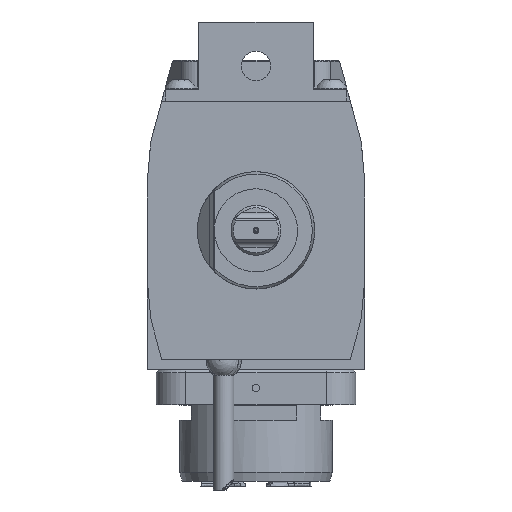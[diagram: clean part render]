
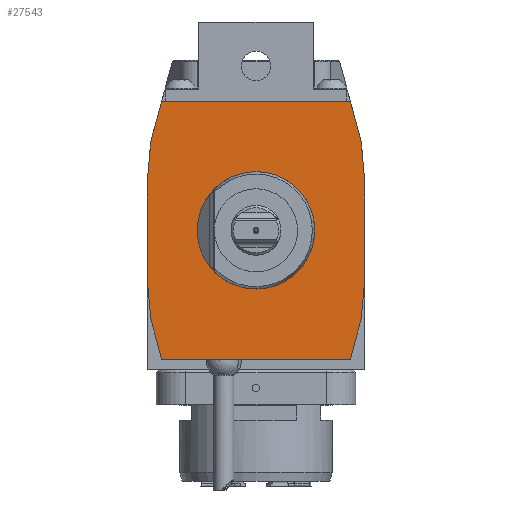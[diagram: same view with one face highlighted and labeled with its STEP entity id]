
A CAD part, front view. The second image highlights one B-rep face of the part: STEP entity #27543.
In plain terms, the highlighted planar face has unit normal (0, -1, 0).
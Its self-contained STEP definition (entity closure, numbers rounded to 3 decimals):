
#343 = CARTESIAN_POINT ( 'NONE',  ( 0., -100., 0. ) ) ;
#1057 = CARTESIAN_POINT ( 'NONE',  ( 37., -100., 17.21 ) ) ;
#1364 = LINE ( 'NONE', #20482, #8475 ) ;
#1800 = EDGE_CURVE ( 'NONE', #24026, #29526, #1364, .T. ) ;
#1924 = CARTESIAN_POINT ( 'NONE',  ( 35.867, -100., -30.155 ) ) ;
#1927 = VECTOR ( 'NONE', #6613, 1000. ) ;
#2233 = CARTESIAN_POINT ( 'NONE',  ( 0., -100., 0. ) ) ;
#2621 = VECTOR ( 'NONE', #2719, 1000. ) ;
#2719 = DIRECTION ( 'NONE',  ( -0.087, 0., 0.996 ) ) ;
#2735 = VERTEX_POINT ( 'NONE', #29922 ) ;
#3107 = EDGE_CURVE ( 'NONE', #18192, #18267, #6094, .T. ) ;
#3222 = ORIENTED_EDGE ( 'NONE', *, *, #3107, .T. ) ;
#3766 = VECTOR ( 'NONE', #19087, 1000. ) ;
#3789 = CARTESIAN_POINT ( 'NONE',  ( 35.867, -100., -30.155 ) ) ;
#3999 = CARTESIAN_POINT ( 'NONE',  ( 37., -100., -17.21 ) ) ;
#4451 = DIRECTION ( 'NONE',  ( 0., 1., 0. ) ) ;
#4460 = VERTEX_POINT ( 'NONE', #15087 ) ;
#4604 = PLANE ( 'NONE',  #15990 ) ;
#4906 = CARTESIAN_POINT ( 'NONE',  ( 32.158, -100., -44. ) ) ;
#6094 = LINE ( 'NONE', #11344, #6567 ) ;
#6351 = LINE ( 'NONE', #3999, #28222 ) ;
#6543 = DIRECTION ( 'NONE',  ( 1., 0., 0. ) ) ;
#6567 = VECTOR ( 'NONE', #27975, 1000. ) ;
#6613 = DIRECTION ( 'NONE',  ( 0.259, 0., 0.966 ) ) ;
#6646 = CARTESIAN_POINT ( 'NONE',  ( -35.867, -100., 30.155 ) ) ;
#6833 = ORIENTED_EDGE ( 'NONE', *, *, #10443, .T. ) ;
#6952 = DIRECTION ( 'NONE',  ( 0., 0., -1. ) ) ;
#7751 = CARTESIAN_POINT ( 'NONE',  ( -35.867, -100., -30.155 ) ) ;
#8475 = VECTOR ( 'NONE', #6543, 1000. ) ;
#8517 = VERTEX_POINT ( 'NONE', #24155 ) ;
#8533 = LINE ( 'NONE', #17941, #19831 ) ;
#8688 = DIRECTION ( 'NONE',  ( 0., 0., -1. ) ) ;
#8689 = VERTEX_POINT ( 'NONE', #22671 ) ;
#9649 = CARTESIAN_POINT ( 'NONE',  ( 36.833, -100., 19.12 ) ) ;
#9698 = ORIENTED_EDGE ( 'NONE', *, *, #1800, .T. ) ;
#9801 = CARTESIAN_POINT ( 'NONE',  ( 35.867, -100., 30.155 ) ) ;
#9887 = CARTESIAN_POINT ( 'NONE',  ( -32.158, -100., -44. ) ) ;
#10285 = EDGE_LOOP ( 'NONE', ( #19045, #28638, #14871, #27192, #16615, #3222, #28825, #28236, #6833, #29060, #9698, #18833 ) ) ;
#10443 = EDGE_CURVE ( 'NONE', #28715, #11350, #27253, .T. ) ;
#11311 = CARTESIAN_POINT ( 'NONE',  ( -35.867, -100., -30.155 ) ) ;
#11344 = CARTESIAN_POINT ( 'NONE',  ( -35.867, -100., 30.155 ) ) ;
#11350 = VERTEX_POINT ( 'NONE', #26356 ) ;
#11711 = EDGE_CURVE ( 'NONE', #18565, #12512, #28545, .T. ) ;
#12264 = EDGE_CURVE ( 'NONE', #2735, #28715, #8533, .T. ) ;
#12483 = CARTESIAN_POINT ( 'NONE',  ( -36.833, -100., 19.12 ) ) ;
#12512 = VERTEX_POINT ( 'NONE', #9801 ) ;
#12641 = LINE ( 'NONE', #12483, #19885 ) ;
#13165 = EDGE_CURVE ( 'NONE', #29526, #27357, #25816, .T. ) ;
#13234 = LINE ( 'NONE', #11311, #29790 ) ;
#13237 = CARTESIAN_POINT ( 'NONE',  ( -32.158, -100., 44. ) ) ;
#14424 = VECTOR ( 'NONE', #15956, 1000. ) ;
#14439 = ORIENTED_EDGE ( 'NONE', *, *, #28089, .F. ) ;
#14687 = LINE ( 'NONE', #24031, #3766 ) ;
#14871 = ORIENTED_EDGE ( 'NONE', *, *, #11711, .T. ) ;
#15039 = DIRECTION ( 'NONE',  ( -0.087, 0., -0.996 ) ) ;
#15087 = CARTESIAN_POINT ( 'NONE',  ( 37., -100., -17.21 ) ) ;
#15535 = AXIS2_PLACEMENT_3D ( 'NONE', #2233, #18701, #6952 ) ;
#15609 = LINE ( 'NONE', #13237, #27889 ) ;
#15921 = DIRECTION ( 'NONE',  ( 0.259, 0., -0.966 ) ) ;
#15956 = DIRECTION ( 'NONE',  ( 0., 0., -1. ) ) ;
#15990 = AXIS2_PLACEMENT_3D ( 'NONE', #343, #4451, #26323 ) ;
#16615 = ORIENTED_EDGE ( 'NONE', *, *, #22370, .T. ) ;
#17089 = CARTESIAN_POINT ( 'NONE',  ( -37., -100., -17.21 ) ) ;
#17235 = VECTOR ( 'NONE', #22812, 1000. ) ;
#17777 = CARTESIAN_POINT ( 'NONE',  ( -32.158, -100., 44. ) ) ;
#17940 = EDGE_CURVE ( 'NONE', #27357, #4460, #6351, .T. ) ;
#17941 = CARTESIAN_POINT ( 'NONE',  ( -37., -100., 0. ) ) ;
#18192 = VERTEX_POINT ( 'NONE', #17777 ) ;
#18267 = VERTEX_POINT ( 'NONE', #6646 ) ;
#18317 = LINE ( 'NONE', #30508, #14424 ) ;
#18565 = VERTEX_POINT ( 'NONE', #1057 ) ;
#18701 = DIRECTION ( 'NONE',  ( 0., -1., 0. ) ) ;
#18833 = ORIENTED_EDGE ( 'NONE', *, *, #13165, .T. ) ;
#19045 = ORIENTED_EDGE ( 'NONE', *, *, #17940, .T. ) ;
#19087 = DIRECTION ( 'NONE',  ( -0.259, 0., 0.966 ) ) ;
#19594 = FACE_OUTER_BOUND ( 'NONE', #10285, .T. ) ;
#19734 = EDGE_LOOP ( 'NONE', ( #14439 ) ) ;
#19831 = VECTOR ( 'NONE', #8688, 1000. ) ;
#19885 = VECTOR ( 'NONE', #15039, 1000. ) ;
#19905 = FACE_BOUND ( 'NONE', #19734, .T. ) ;
#19997 = EDGE_CURVE ( 'NONE', #11350, #24026, #13234, .T. ) ;
#20482 = CARTESIAN_POINT ( 'NONE',  ( 32.158, -100., -44. ) ) ;
#22370 = EDGE_CURVE ( 'NONE', #8517, #18192, #15609, .T. ) ;
#22671 = CARTESIAN_POINT ( 'NONE',  ( 0., -100., -19.656 ) ) ;
#22812 = DIRECTION ( 'NONE',  ( 0.087, 0., -0.996 ) ) ;
#24026 = VERTEX_POINT ( 'NONE', #9887 ) ;
#24031 = CARTESIAN_POINT ( 'NONE',  ( 35.867, -100., 30.155 ) ) ;
#24155 = CARTESIAN_POINT ( 'NONE',  ( 32.158, -100., 44. ) ) ;
#24897 = EDGE_CURVE ( 'NONE', #18267, #2735, #12641, .T. ) ;
#25576 = DIRECTION ( 'NONE',  ( -1., 0., 0. ) ) ;
#25634 = CIRCLE ( 'NONE', #15535, 19.656 ) ;
#25816 = LINE ( 'NONE', #3789, #1927 ) ;
#26050 = DIRECTION ( 'NONE',  ( 0.087, 0., 0.996 ) ) ;
#26138 = EDGE_CURVE ( 'NONE', #12512, #8517, #14687, .T. ) ;
#26323 = DIRECTION ( 'NONE',  ( 0., 0., 1. ) ) ;
#26356 = CARTESIAN_POINT ( 'NONE',  ( -35.867, -100., -30.155 ) ) ;
#27192 = ORIENTED_EDGE ( 'NONE', *, *, #26138, .T. ) ;
#27253 = LINE ( 'NONE', #7751, #17235 ) ;
#27357 = VERTEX_POINT ( 'NONE', #1924 ) ;
#27543 = ADVANCED_FACE ( 'NONE', ( #19594, #19905 ), #4604, .F. ) ;
#27889 = VECTOR ( 'NONE', #25576, 1000. ) ;
#27975 = DIRECTION ( 'NONE',  ( -0.259, 0., -0.966 ) ) ;
#28089 = EDGE_CURVE ( 'NONE', #8689, #8689, #25634, .T. ) ;
#28222 = VECTOR ( 'NONE', #26050, 1000. ) ;
#28236 = ORIENTED_EDGE ( 'NONE', *, *, #12264, .T. ) ;
#28545 = LINE ( 'NONE', #9649, #2621 ) ;
#28638 = ORIENTED_EDGE ( 'NONE', *, *, #30774, .F. ) ;
#28715 = VERTEX_POINT ( 'NONE', #17089 ) ;
#28825 = ORIENTED_EDGE ( 'NONE', *, *, #24897, .T. ) ;
#29060 = ORIENTED_EDGE ( 'NONE', *, *, #19997, .T. ) ;
#29526 = VERTEX_POINT ( 'NONE', #4906 ) ;
#29790 = VECTOR ( 'NONE', #15921, 1000. ) ;
#29922 = CARTESIAN_POINT ( 'NONE',  ( -37., -100., 17.21 ) ) ;
#30508 = CARTESIAN_POINT ( 'NONE',  ( 37., -100., 0. ) ) ;
#30774 = EDGE_CURVE ( 'NONE', #18565, #4460, #18317, .T. ) ;
